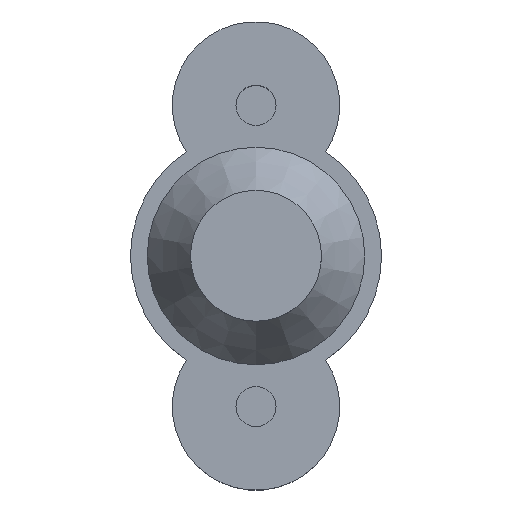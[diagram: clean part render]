
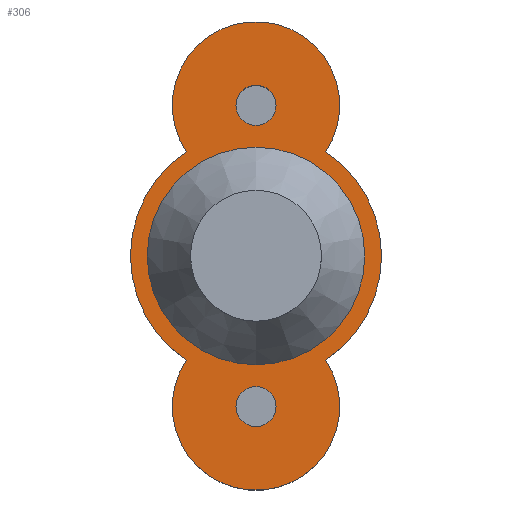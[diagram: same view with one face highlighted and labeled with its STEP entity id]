
A CAD part, top view. The second image highlights one B-rep face of the part: STEP entity #306.
In plain terms, the highlighted planar face has unit normal (0, 0, 1).
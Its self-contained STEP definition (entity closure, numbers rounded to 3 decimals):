
#17=FACE_BOUND('',#104,.T.);
#18=FACE_BOUND('',#105,.T.);
#19=FACE_BOUND('',#106,.T.);
#80=FACE_OUTER_BOUND('',#103,.T.);
#103=EDGE_LOOP('',(#258,#259,#260,#261));
#104=EDGE_LOOP('',(#262));
#105=EDGE_LOOP('',(#263));
#106=EDGE_LOOP('',(#264));
#118=CIRCLE('',#333,3.25);
#126=CIRCLE('',#350,0.6);
#127=CIRCLE('',#352,0.6);
#130=CIRCLE('',#357,2.5);
#132=CIRCLE('',#360,3.75);
#134=CIRCLE('',#363,2.5);
#136=CIRCLE('',#366,3.75);
#143=VERTEX_POINT('',#498);
#151=VERTEX_POINT('',#527);
#152=VERTEX_POINT('',#531);
#156=VERTEX_POINT('',#542);
#157=VERTEX_POINT('',#544);
#159=VERTEX_POINT('',#550);
#161=VERTEX_POINT('',#556);
#170=EDGE_CURVE('',#143,#143,#118,.T.);
#181=EDGE_CURVE('',#151,#151,#126,.T.);
#183=EDGE_CURVE('',#152,#152,#127,.T.);
#189=EDGE_CURVE('',#157,#156,#130,.T.);
#192=EDGE_CURVE('',#159,#157,#132,.T.);
#195=EDGE_CURVE('',#161,#159,#134,.T.);
#198=EDGE_CURVE('',#156,#161,#136,.T.);
#258=ORIENTED_EDGE('',*,*,#198,.T.);
#259=ORIENTED_EDGE('',*,*,#195,.T.);
#260=ORIENTED_EDGE('',*,*,#192,.T.);
#261=ORIENTED_EDGE('',*,*,#189,.T.);
#262=ORIENTED_EDGE('',*,*,#170,.T.);
#263=ORIENTED_EDGE('',*,*,#183,.T.);
#264=ORIENTED_EDGE('',*,*,#181,.T.);
#284=PLANE('',#367);
#306=ADVANCED_FACE('',(#80,#17,#18,#19),#284,.T.);
#333=AXIS2_PLACEMENT_3D('',#500,#392,#393);
#350=AXIS2_PLACEMENT_3D('',#528,#429,#430);
#352=AXIS2_PLACEMENT_3D('',#532,#434,#435);
#357=AXIS2_PLACEMENT_3D('',#545,#447,#448);
#360=AXIS2_PLACEMENT_3D('',#551,#454,#455);
#363=AXIS2_PLACEMENT_3D('',#557,#461,#462);
#366=AXIS2_PLACEMENT_3D('',#561,#468,#469);
#367=AXIS2_PLACEMENT_3D('',#562,#470,#471);
#392=DIRECTION('center_axis',(0.,0.,-1.));
#393=DIRECTION('ref_axis',(1.,0.,0.));
#429=DIRECTION('center_axis',(0.,0.,-1.));
#430=DIRECTION('ref_axis',(1.,0.,0.));
#434=DIRECTION('center_axis',(0.,0.,-1.));
#435=DIRECTION('ref_axis',(1.,0.,0.));
#447=DIRECTION('center_axis',(0.,0.,1.));
#448=DIRECTION('ref_axis',(-0.833,0.553,0.));
#454=DIRECTION('center_axis',(0.,0.,1.));
#455=DIRECTION('ref_axis',(-0.556,0.831,0.));
#461=DIRECTION('center_axis',(0.,0.,1.));
#462=DIRECTION('ref_axis',(0.833,-0.553,0.));
#468=DIRECTION('center_axis',(0.,0.,1.));
#469=DIRECTION('ref_axis',(0.556,-0.831,0.));
#470=DIRECTION('center_axis',(0.,0.,1.));
#471=DIRECTION('ref_axis',(1.,0.,0.));
#498=CARTESIAN_POINT('',(0.,3.25,1.));
#500=CARTESIAN_POINT('Origin',(0.,0.,1.));
#527=CARTESIAN_POINT('',(-0.6,-4.5,1.));
#528=CARTESIAN_POINT('Origin',(0.,-4.5,1.));
#531=CARTESIAN_POINT('',(-0.6,4.5,1.));
#532=CARTESIAN_POINT('Origin',(0.,4.5,1.));
#542=CARTESIAN_POINT('',(2.083,-3.118,1.));
#544=CARTESIAN_POINT('',(-2.083,-3.118,1.));
#545=CARTESIAN_POINT('Origin',(0.,-4.5,1.));
#550=CARTESIAN_POINT('',(-2.083,3.118,1.));
#551=CARTESIAN_POINT('Origin',(0.,0.,1.));
#556=CARTESIAN_POINT('',(2.083,3.118,1.));
#557=CARTESIAN_POINT('Origin',(0.,4.5,1.));
#561=CARTESIAN_POINT('Origin',(0.,0.,1.));
#562=CARTESIAN_POINT('Origin',(0.,0.,1.));
